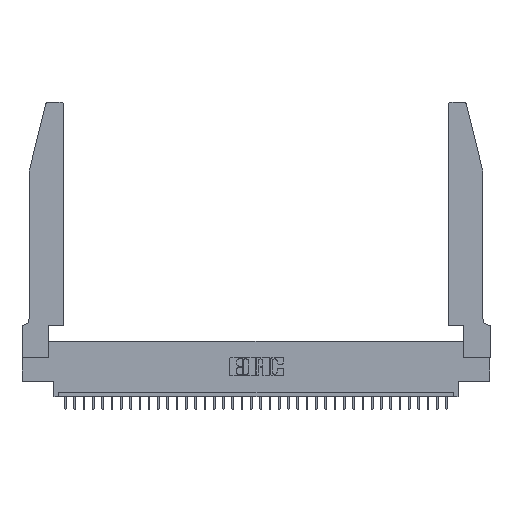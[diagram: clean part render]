
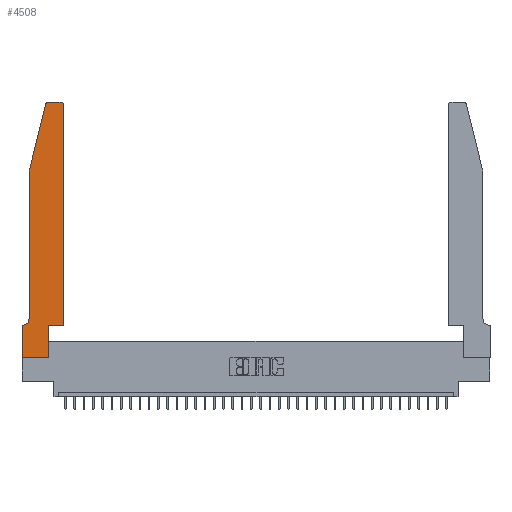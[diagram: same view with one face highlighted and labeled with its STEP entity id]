
A CAD part, top view. The second image highlights one B-rep face of the part: STEP entity #4508.
In plain terms, the highlighted planar face has unit normal (0, 0, 1).
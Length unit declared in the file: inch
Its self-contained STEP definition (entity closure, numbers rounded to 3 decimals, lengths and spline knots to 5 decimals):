
#286 = VECTOR ( 'NONE', #14044, 39.37008 ) ;
#343 = DIRECTION ( 'NONE',  ( -0.239, -0.971, 0. ) ) ;
#492 = ORIENTED_EDGE ( 'NONE', *, *, #6929, .T. ) ;
#641 = DIRECTION ( 'NONE',  ( 0., 0., 1. ) ) ;
#1212 = CIRCLE ( 'NONE', #7121, 0.03 ) ;
#1741 = FACE_OUTER_BOUND ( 'NONE', #29621, .T. ) ;
#2160 = VERTEX_POINT ( 'NONE', #33551 ) ;
#2802 = LINE ( 'NONE', #3000, #23664 ) ;
#2818 = ORIENTED_EDGE ( 'NONE', *, *, #16025, .T. ) ;
#2844 = CARTESIAN_POINT ( 'NONE',  ( 0.2865, 0., 0.37 ) ) ;
#3000 = CARTESIAN_POINT ( 'NONE',  ( 0., 0., 0.37 ) ) ;
#3615 = DIRECTION ( 'NONE',  ( 0., 1., 0. ) ) ;
#3849 = EDGE_CURVE ( 'NONE', #10433, #24017, #30253, .T. ) ;
#4087 = VECTOR ( 'NONE', #29246, 39.37008 ) ;
#4239 = VERTEX_POINT ( 'NONE', #22172 ) ;
#4263 = CARTESIAN_POINT ( 'NONE',  ( 0.0755, 2., 0.37 ) ) ;
#4296 = CARTESIAN_POINT ( 'NONE',  ( 0.4505, 0.35, 0.37 ) ) ;
#4508 = ADVANCED_FACE ( 'NONE', ( #1741 ), #32707, .T. ) ;
#5843 = VECTOR ( 'NONE', #10176, 39.37008 ) ;
#6334 = DIRECTION ( 'NONE',  ( 1., 0., 0. ) ) ;
#6929 = EDGE_CURVE ( 'NONE', #17629, #4239, #28989, .T. ) ;
#6939 = CARTESIAN_POINT ( 'NONE',  ( 0.0755, 0.35, 0.37 ) ) ;
#7121 = AXIS2_PLACEMENT_3D ( 'NONE', #17459, #12111, #6334 ) ;
#7471 = EDGE_CURVE ( 'NONE', #4239, #27482, #12529, .T. ) ;
#7558 = CARTESIAN_POINT ( 'NONE',  ( 0.4505, 0.35, 0.37 ) ) ;
#7779 = LINE ( 'NONE', #4263, #5843 ) ;
#8099 = CARTESIAN_POINT ( 'NONE',  ( 0.4505, 2.72, 0.37 ) ) ;
#8750 = CIRCLE ( 'NONE', #34196, 0.03 ) ;
#9758 = CARTESIAN_POINT ( 'NONE',  ( 0., 0., 0.37 ) ) ;
#9931 = EDGE_CURVE ( 'NONE', #2160, #22525, #15954, .T. ) ;
#10176 = DIRECTION ( 'NONE',  ( 0., -1., 0. ) ) ;
#10390 = DIRECTION ( 'NONE',  ( 1., 0., 0. ) ) ;
#10433 = VERTEX_POINT ( 'NONE', #35023 ) ;
#11824 = CARTESIAN_POINT ( 'NONE',  ( 0.0055, 0.42, 0.37 ) ) ;
#11962 = CARTESIAN_POINT ( 'NONE',  ( 0.2865, 0.35, 0.37 ) ) ;
#11989 = LINE ( 'NONE', #23276, #34547 ) ;
#12111 = DIRECTION ( 'NONE',  ( 0., 0., 1. ) ) ;
#12529 = LINE ( 'NONE', #6939, #30054 ) ;
#12788 = VERTEX_POINT ( 'NONE', #2844 ) ;
#13373 = CARTESIAN_POINT ( 'NONE',  ( 0.2605, 2.75, 0.37 ) ) ;
#14044 = DIRECTION ( 'NONE',  ( 0., 1., 0. ) ) ;
#14162 = EDGE_CURVE ( 'NONE', #12788, #2160, #26579, .T. ) ;
#14272 = CARTESIAN_POINT ( 'NONE',  ( 0., 0., 0.37 ) ) ;
#14912 = VECTOR ( 'NONE', #10390, 39.37008 ) ;
#15631 = DIRECTION ( 'NONE',  ( 0., 0., 1. ) ) ;
#15954 = LINE ( 'NONE', #4296, #14912 ) ;
#16025 = EDGE_CURVE ( 'NONE', #24017, #26110, #8750, .T. ) ;
#16579 = AXIS2_PLACEMENT_3D ( 'NONE', #11824, #33717, #26086 ) ;
#16618 = EDGE_CURVE ( 'NONE', #26381, #17629, #7779, .T. ) ;
#17459 = CARTESIAN_POINT ( 'NONE',  ( 0.4205, 2.72, 0.37 ) ) ;
#17629 = VERTEX_POINT ( 'NONE', #35153 ) ;
#17665 = VECTOR ( 'NONE', #3615, 39.37008 ) ;
#18223 = DIRECTION ( 'NONE',  ( -1., 0., 0. ) ) ;
#18318 = VECTOR ( 'NONE', #35943, 39.37008 ) ;
#18349 = EDGE_CURVE ( 'NONE', #26126, #10433, #1212, .T. ) ;
#18400 = CARTESIAN_POINT ( 'NONE',  ( 0., 0.35, 0.37 ) ) ;
#18679 = EDGE_CURVE ( 'NONE', #27482, #30671, #29425, .T. ) ;
#19698 = EDGE_CURVE ( 'NONE', #30671, #12788, #2802, .T. ) ;
#21275 = LINE ( 'NONE', #7558, #286 ) ;
#22172 = CARTESIAN_POINT ( 'NONE',  ( 0.0055, 0.35, 0.37 ) ) ;
#22525 = VERTEX_POINT ( 'NONE', #34626 ) ;
#23184 = AXIS2_PLACEMENT_3D ( 'NONE', #18400, #15631, #29362 ) ;
#23276 = CARTESIAN_POINT ( 'NONE',  ( 0.0755, 2., 0.37 ) ) ;
#23664 = VECTOR ( 'NONE', #25220, 39.37008 ) ;
#23994 = ORIENTED_EDGE ( 'NONE', *, *, #26116, .T. ) ;
#24017 = VERTEX_POINT ( 'NONE', #30377 ) ;
#24044 = CARTESIAN_POINT ( 'NONE',  ( 0.25487, 2.72718, 0.37 ) ) ;
#24092 = EDGE_CURVE ( 'NONE', #26110, #26381, #11989, .T. ) ;
#25220 = DIRECTION ( 'NONE',  ( 1., 0., 0. ) ) ;
#25872 = CARTESIAN_POINT ( 'NONE',  ( 0., 0.35, 0.37 ) ) ;
#26086 = DIRECTION ( 'NONE',  ( -1., 0., 0. ) ) ;
#26110 = VERTEX_POINT ( 'NONE', #24044 ) ;
#26116 = EDGE_CURVE ( 'NONE', #22525, #26126, #21275, .T. ) ;
#26126 = VERTEX_POINT ( 'NONE', #8099 ) ;
#26373 = ORIENTED_EDGE ( 'NONE', *, *, #18349, .T. ) ;
#26381 = VERTEX_POINT ( 'NONE', #35129 ) ;
#26529 = CARTESIAN_POINT ( 'NONE',  ( 0.284, 2.72, 0.37 ) ) ;
#26579 = LINE ( 'NONE', #11962, #17665 ) ;
#27482 = VERTEX_POINT ( 'NONE', #25872 ) ;
#28774 = DIRECTION ( 'NONE',  ( 1., 0., 0. ) ) ;
#28989 = CIRCLE ( 'NONE', #16579, 0.07 ) ;
#29140 = ORIENTED_EDGE ( 'NONE', *, *, #3849, .T. ) ;
#29246 = DIRECTION ( 'NONE',  ( 0., -1., 0. ) ) ;
#29362 = DIRECTION ( 'NONE',  ( 1., 0., 0. ) ) ;
#29425 = LINE ( 'NONE', #9758, #4087 ) ;
#29505 = ORIENTED_EDGE ( 'NONE', *, *, #16618, .T. ) ;
#29621 = EDGE_LOOP ( 'NONE', ( #29140, #2818, #34718, #29505, #492, #30086, #31806, #31737, #32461, #31200, #23994, #26373 ) ) ;
#30054 = VECTOR ( 'NONE', #18223, 39.37008 ) ;
#30086 = ORIENTED_EDGE ( 'NONE', *, *, #7471, .T. ) ;
#30253 = LINE ( 'NONE', #13373, #18318 ) ;
#30377 = CARTESIAN_POINT ( 'NONE',  ( 0.284, 2.75, 0.37 ) ) ;
#30671 = VERTEX_POINT ( 'NONE', #14272 ) ;
#31200 = ORIENTED_EDGE ( 'NONE', *, *, #9931, .T. ) ;
#31737 = ORIENTED_EDGE ( 'NONE', *, *, #19698, .T. ) ;
#31806 = ORIENTED_EDGE ( 'NONE', *, *, #18679, .T. ) ;
#32461 = ORIENTED_EDGE ( 'NONE', *, *, #14162, .T. ) ;
#32707 = PLANE ( 'NONE',  #23184 ) ;
#33551 = CARTESIAN_POINT ( 'NONE',  ( 0.2865, 0.35, 0.37 ) ) ;
#33717 = DIRECTION ( 'NONE',  ( 0., 0., -1. ) ) ;
#34196 = AXIS2_PLACEMENT_3D ( 'NONE', #26529, #641, #28774 ) ;
#34547 = VECTOR ( 'NONE', #343, 39.37008 ) ;
#34626 = CARTESIAN_POINT ( 'NONE',  ( 0.4505, 0.35, 0.37 ) ) ;
#34718 = ORIENTED_EDGE ( 'NONE', *, *, #24092, .T. ) ;
#35023 = CARTESIAN_POINT ( 'NONE',  ( 0.4205, 2.75, 0.37 ) ) ;
#35129 = CARTESIAN_POINT ( 'NONE',  ( 0.0755, 2., 0.37 ) ) ;
#35153 = CARTESIAN_POINT ( 'NONE',  ( 0.0755, 0.42, 0.37 ) ) ;
#35943 = DIRECTION ( 'NONE',  ( -1., 0., 0. ) ) ;
